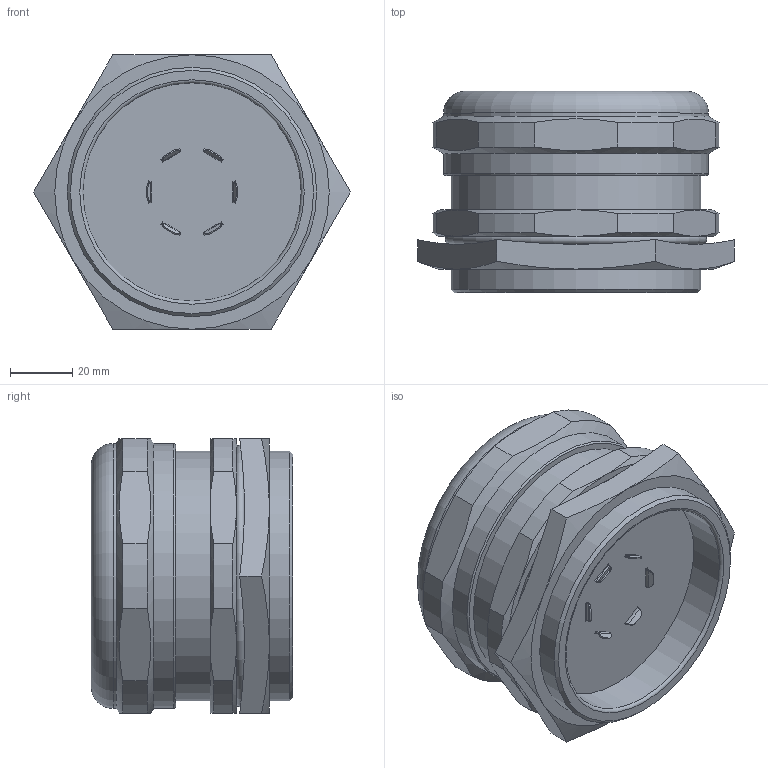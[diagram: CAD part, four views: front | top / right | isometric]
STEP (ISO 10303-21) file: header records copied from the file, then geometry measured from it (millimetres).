
FILE_DESCRIPTION(/* description */ ('ГОФРОМАТИК ВКЭ1-ЛР-M80-62-L18'),/* implementation_level */ '2;1');
FILE_NAME(/* name */ '',/* time_stamp */ '2024-12-11T16:12:02+07:00',/* author */ ('zeta-86'),/* organization */ (''),/* preprocessor_version */ 'ST-DEVELOPER v19.2',/* originating_system */ 'Autodesk Inventor 2024',/* authorisation */ '');
FILE_SCHEMA (('AUTOMOTIVE_DESIGN { 1 0 10303 214 3 1 1 }'));
Length unit declared in the file: millimetre
Products named in the file (1): Деталь13
Bounding box: 101.61 x 64.58 x 88 mm (x, y, z)
Volume: 318285.6 mm3; surface area: 37853.8 mm2
Topology: 1 solids, 1 shells, 164 faces, 404 edges, 255 vertices
Faces by surface type: plane 76, cylinder 42, cone 28, bspline 12, torus 6
Full cylindrical faces by diameter (mm): 63 x1, 70 x1, 80 x2, 85 x2
Entity records: 6103 total; most frequent: CARTESIAN_POINT 2208, ORIENTED_EDGE 808, DIRECTION 716, EDGE_CURVE 404, AXIS2_PLACEMENT_3D 257, VERTEX_POINT 255, LINE 202, VECTOR 202
